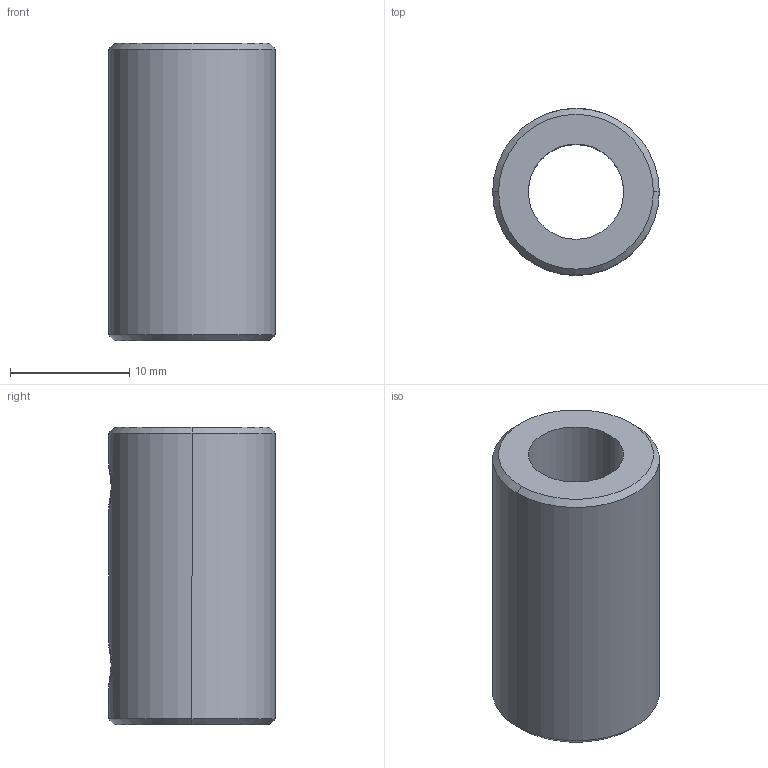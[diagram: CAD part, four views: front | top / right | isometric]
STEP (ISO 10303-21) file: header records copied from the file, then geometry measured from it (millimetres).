
FILE_DESCRIPTION (( 'STEP AP203' ), '1' );
FILE_NAME ('Shaft Coupler 8-8mm_Default_sldprt.STEP', '2025-12-16T23:09:33', ( '' ), ( '' ), 'SwSTEP 2.0', 'SolidWorks 2022', '' );
FILE_SCHEMA (( 'CONFIG_CONTROL_DESIGN' ));
Length unit declared in the file: millimetre
Products named in the file (1): Shaft Coupler 8-8mm_Default_sldprt
Bounding box: 14 x 14 x 25 mm (x, y, z)
Volume: 2554.7 mm3; surface area: 2031.6 mm2
Topology: 1 solids, 1 shells, 52 faces, 126 edges, 82 vertices
Faces by surface type: plane 18, bspline 16, cylinder 14, cone 4
Entity records: 5415 total; most frequent: CARTESIAN_POINT 4247, ORIENTED_EDGE 252, DIRECTION 178, EDGE_CURVE 126, VERTEX_POINT 82, AXIS2_PLACEMENT_3D 65, EDGE_LOOP 60, ADVANCED_FACE 52
